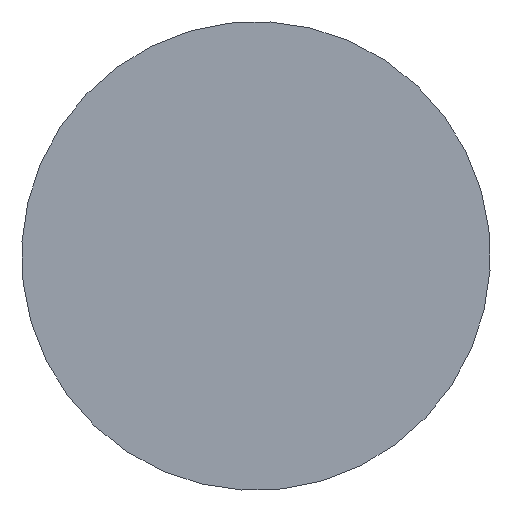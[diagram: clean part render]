
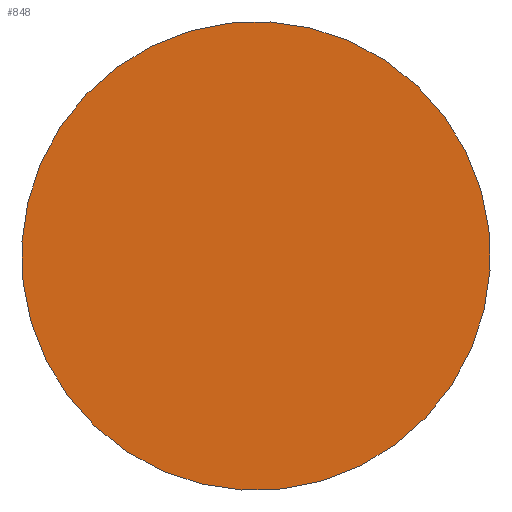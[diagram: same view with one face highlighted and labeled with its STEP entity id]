
A CAD part, left-side view. The second image highlights one B-rep face of the part: STEP entity #848.
In plain terms, the highlighted planar face has unit normal (-1, 0, 0).
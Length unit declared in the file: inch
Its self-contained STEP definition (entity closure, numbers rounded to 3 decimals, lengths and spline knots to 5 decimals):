
#52 = ORIENTED_EDGE ( 'NONE', *, *, #1166, .F. ) ;
#198 = DIRECTION ( 'NONE',  ( 1., 0., 0. ) ) ;
#228 = DIRECTION ( 'NONE',  ( 0., -0.446, -0.895 ) ) ;
#241 = CARTESIAN_POINT ( 'NONE',  ( -0.272, -0.00803, -0.01611 ) ) ;
#292 = FACE_OUTER_BOUND ( 'NONE', #1229, .T. ) ;
#321 = PLANE ( 'NONE',  #1150 ) ;
#364 = CARTESIAN_POINT ( 'NONE',  ( -0.272, 0., 0. ) ) ;
#371 = DIRECTION ( 'NONE',  ( -1., 0., 0. ) ) ;
#382 = DIRECTION ( 'NONE',  ( 0., 0.446, 0.895 ) ) ;
#448 = VERTEX_POINT ( 'NONE', #738 ) ;
#665 = VERTEX_POINT ( 'NONE', #241 ) ;
#699 = EDGE_CURVE ( 'NONE', #448, #665, #1144, .T. ) ;
#729 = CARTESIAN_POINT ( 'NONE',  ( -0.272, 0., 0. ) ) ;
#738 = CARTESIAN_POINT ( 'NONE',  ( -0.272, 0.00803, 0.01611 ) ) ;
#848 = ADVANCED_FACE ( 'NONE', ( #292 ), #321, .T. ) ;
#894 = CIRCLE ( 'NONE', #952, 0.018 ) ;
#939 = DIRECTION ( 'NONE',  ( 0., -0.446, -0.895 ) ) ;
#943 = DIRECTION ( 'NONE',  ( 1., 0., 0. ) ) ;
#952 = AXIS2_PLACEMENT_3D ( 'NONE', #729, #198, #228 ) ;
#973 = CARTESIAN_POINT ( 'NONE',  ( -0.272, 0., 0. ) ) ;
#1144 = CIRCLE ( 'NONE', #1245, 0.018 ) ;
#1150 = AXIS2_PLACEMENT_3D ( 'NONE', #364, #371, #382 ) ;
#1166 = EDGE_CURVE ( 'NONE', #665, #448, #894, .T. ) ;
#1229 = EDGE_LOOP ( 'NONE', ( #52, #1298 ) ) ;
#1245 = AXIS2_PLACEMENT_3D ( 'NONE', #973, #943, #939 ) ;
#1298 = ORIENTED_EDGE ( 'NONE', *, *, #699, .F. ) ;
